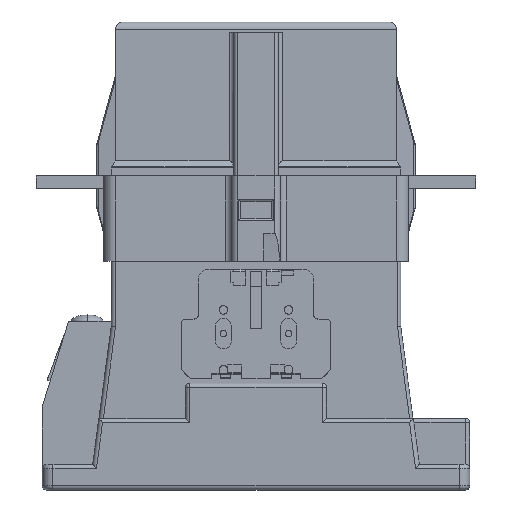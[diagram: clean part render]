
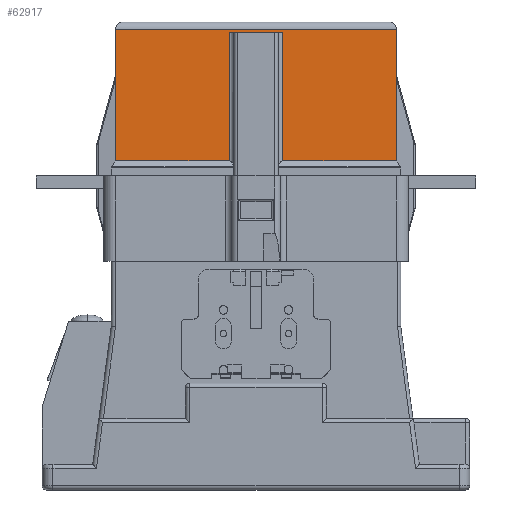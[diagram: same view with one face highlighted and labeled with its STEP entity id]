
A CAD part, left-side view. The second image highlights one B-rep face of the part: STEP entity #62917.
In plain terms, the highlighted planar face has unit normal (-1, 0, 0).
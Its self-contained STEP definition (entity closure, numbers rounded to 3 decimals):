
#47949=DIRECTION('',(0.,-1.,0.));
#47950=VECTOR('',#47949,53.25);
#47951=CARTESIAN_POINT('',(99.144,63.044,441.121));
#47952=LINE('',#47951,#47950);
#47963=DIRECTION('',(0.,0.,-1.));
#47964=VECTOR('',#47963,60.);
#47965=CARTESIAN_POINT('',(99.144,63.044,501.121));
#47966=LINE('',#47965,#47964);
#47970=CARTESIAN_POINT('',(99.144,63.044,441.121));
#47987=DIRECTION('',(0.,0.,-1.));
#47988=VECTOR('',#47987,61.5);
#47989=CARTESIAN_POINT('',(99.144,9.794,502.621));
#47990=LINE('',#47989,#47988);
#47994=DIRECTION('',(0.,1.,0.));
#47995=VECTOR('',#47994,25.);
#47996=CARTESIAN_POINT('',(99.144,63.044,501.121));
#47997=LINE('',#47996,#47995);
#48013=CARTESIAN_POINT('',(99.144,88.044,441.121));
#48018=DIRECTION('',(0.,0.,1.));
#48019=VECTOR('',#48018,60.);
#48020=CARTESIAN_POINT('',(99.144,88.044,441.121));
#48021=LINE('',#48020,#48019);
#48675=DIRECTION('',(0.,0.,-1.));
#48676=VECTOR('',#48675,61.5);
#48677=CARTESIAN_POINT('',(99.144,141.294,502.621));
#48678=LINE('',#48677,#48676);
#50114=DIRECTION('',(0.,1.,0.));
#50115=VECTOR('',#50114,131.5);
#50116=CARTESIAN_POINT('',(99.144,9.794,502.621));
#50117=LINE('',#50116,#50115);
#50441=DIRECTION('',(0.,-1.,0.));
#50442=VECTOR('',#50441,53.25);
#50443=CARTESIAN_POINT('',(99.144,141.294,441.121));
#50444=LINE('',#50443,#50442);
#57818=CARTESIAN_POINT('',(99.144,141.294,502.621));
#57819=VERTEX_POINT('',#57818);
#57820=CARTESIAN_POINT('',(99.144,141.294,441.121));
#57821=VERTEX_POINT('',#57820);
#58231=CARTESIAN_POINT('',(99.144,9.794,441.121));
#58232=VERTEX_POINT('',#58231);
#58233=CARTESIAN_POINT('',(99.144,9.794,502.621));
#58234=VERTEX_POINT('',#58233);
#58413=VERTEX_POINT('',#48013);
#58414=VERTEX_POINT('',#47970);
#58420=CARTESIAN_POINT('',(99.144,88.044,501.121));
#58421=VERTEX_POINT('',#58420);
#58450=CARTESIAN_POINT('',(99.144,63.044,501.121));
#58451=VERTEX_POINT('',#58450);
#62897=CARTESIAN_POINT('',(99.144,141.294,441.121));
#62898=DIRECTION('',(-1.,0.,0.));
#62899=DIRECTION('',(0.,-1.,0.));
#62900=AXIS2_PLACEMENT_3D('',#62897,#62898,#62899);
#62901=PLANE('',#62900);
#62903=ORIENTED_EDGE('',*,*,#62902,.F.);
#62905=ORIENTED_EDGE('',*,*,#62904,.F.);
#62907=ORIENTED_EDGE('',*,*,#62906,.F.);
#62909=ORIENTED_EDGE('',*,*,#62908,.F.);
#62910=ORIENTED_EDGE('',*,*,#62468,.T.);
#62911=ORIENTED_EDGE('',*,*,#62858,.F.);
#62912=ORIENTED_EDGE('',*,*,#62878,.F.);
#62914=ORIENTED_EDGE('',*,*,#62913,.T.);
#62915=EDGE_LOOP('',(#62903,#62905,#62907,#62909,#62910,#62911,#62912,#62914));
#62916=FACE_OUTER_BOUND('',#62915,.F.);
#62468=EDGE_CURVE('',#58234,#58232,#47990,.T.);
#62858=EDGE_CURVE('',#58414,#58232,#47952,.T.);
#62878=EDGE_CURVE('',#58451,#58414,#47966,.T.);
#62902=EDGE_CURVE('',#58413,#58421,#48021,.T.);
#62904=EDGE_CURVE('',#57821,#58413,#50444,.T.);
#62906=EDGE_CURVE('',#57819,#57821,#48678,.T.);
#62908=EDGE_CURVE('',#58234,#57819,#50117,.T.);
#62913=EDGE_CURVE('',#58451,#58421,#47997,.T.);
#62917=ADVANCED_FACE('',(#62916),#62901,.T.);
